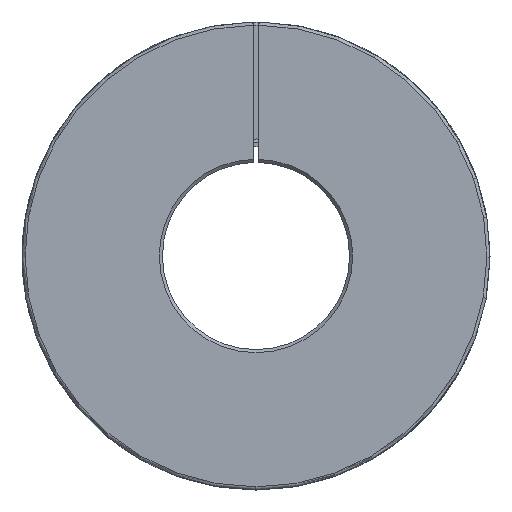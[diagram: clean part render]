
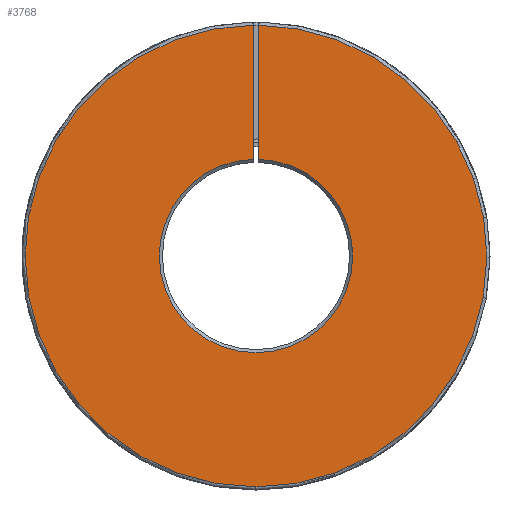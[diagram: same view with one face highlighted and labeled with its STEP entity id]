
A CAD part, left-side view. The second image highlights one B-rep face of the part: STEP entity #3768.
In plain terms, the highlighted planar face has unit normal (-1, 0, 0).
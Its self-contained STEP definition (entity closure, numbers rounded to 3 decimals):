
#152 = VERTEX_POINT ( 'NONE', #4671 ) ;
#278 = DIRECTION ( 'NONE',  ( 1., 0., 0. ) ) ;
#440 = AXIS2_PLACEMENT_3D ( 'NONE', #2597, #2149, #4926 ) ;
#475 = CARTESIAN_POINT ( 'NONE',  ( 0., 0., 0. ) ) ;
#509 = DIRECTION ( 'NONE',  ( -1., 0., 0. ) ) ;
#582 = CARTESIAN_POINT ( 'NONE',  ( 0., 0.15, 14.799 ) ) ;
#644 = DIRECTION ( 'NONE',  ( -1., 0., 0. ) ) ;
#739 = ORIENTED_EDGE ( 'NONE', *, *, #4828, .F. ) ;
#746 = VECTOR ( 'NONE', #2813, 1000. ) ;
#944 = ORIENTED_EDGE ( 'NONE', *, *, #1042, .T. ) ;
#1042 = EDGE_CURVE ( 'NONE', #3153, #1450, #2418, .T. ) ;
#1303 = AXIS2_PLACEMENT_3D ( 'NONE', #5857, #278, #5417 ) ;
#1450 = VERTEX_POINT ( 'NONE', #1574 ) ;
#1572 = DIRECTION ( 'NONE',  ( 1., 0., 0. ) ) ;
#1574 = CARTESIAN_POINT ( 'NONE',  ( 0., -0.15, 14.796 ) ) ;
#1898 = EDGE_LOOP ( 'NONE', ( #3993, #5750, #739, #3607, #3027, #4468, #944 ) ) ;
#1982 = CARTESIAN_POINT ( 'NONE',  ( 0., -0.15, 0. ) ) ;
#1998 = CARTESIAN_POINT ( 'NONE',  ( 0., -0.15, 6.198 ) ) ;
#2037 = CARTESIAN_POINT ( 'NONE',  ( 0., -0.35, 14.796 ) ) ;
#2149 = DIRECTION ( 'NONE',  ( -1., 0., 0. ) ) ;
#2190 = CARTESIAN_POINT ( 'NONE',  ( 0., -0.15, 14.799 ) ) ;
#2200 = CARTESIAN_POINT ( 'NONE',  ( 0., 0.15, 14.796 ) ) ;
#2395 = DIRECTION ( 'NONE',  ( 0., 0., -1. ) ) ;
#2418 = CIRCLE ( 'NONE', #5149, 0.2 ) ;
#2505 = FACE_OUTER_BOUND ( 'NONE', #1898, .T. ) ;
#2540 = DIRECTION ( 'NONE',  ( 0., 0., -1. ) ) ;
#2597 = CARTESIAN_POINT ( 'NONE',  ( 0., 0., 0. ) ) ;
#2631 = AXIS2_PLACEMENT_3D ( 'NONE', #475, #509, #2805 ) ;
#2805 = DIRECTION ( 'NONE',  ( 0., 0., -1. ) ) ;
#2813 = DIRECTION ( 'NONE',  ( 0., 0., -1. ) ) ;
#2878 = EDGE_CURVE ( 'NONE', #5771, #1450, #5182, .T. ) ;
#2956 = CARTESIAN_POINT ( 'NONE',  ( 0., 0., 0. ) ) ;
#3027 = ORIENTED_EDGE ( 'NONE', *, *, #5110, .T. ) ;
#3115 = CIRCLE ( 'NONE', #1303, 6.2 ) ;
#3153 = VERTEX_POINT ( 'NONE', #2190 ) ;
#3216 = CIRCLE ( 'NONE', #3597, 0.2 ) ;
#3304 = CIRCLE ( 'NONE', #2631, 14.8 ) ;
#3391 = DIRECTION ( 'NONE',  ( 0., 0., 1. ) ) ;
#3449 = VERTEX_POINT ( 'NONE', #5217 ) ;
#3597 = AXIS2_PLACEMENT_3D ( 'NONE', #5177, #4299, #2395 ) ;
#3607 = ORIENTED_EDGE ( 'NONE', *, *, #5484, .T. ) ;
#3729 = CARTESIAN_POINT ( 'NONE',  ( 0., 0.15, 0. ) ) ;
#3768 = ADVANCED_FACE ( 'NONE', ( #2505 ), #5863, .F. ) ;
#3926 = DIRECTION ( 'NONE',  ( 0., 0., -1. ) ) ;
#3993 = ORIENTED_EDGE ( 'NONE', *, *, #2878, .F. ) ;
#4030 = EDGE_CURVE ( 'NONE', #152, #3153, #3304, .T. ) ;
#4299 = DIRECTION ( 'NONE',  ( -1., 0., 0. ) ) ;
#4405 = AXIS2_PLACEMENT_3D ( 'NONE', #2956, #1572, #2540 ) ;
#4468 = ORIENTED_EDGE ( 'NONE', *, *, #4030, .T. ) ;
#4503 = CIRCLE ( 'NONE', #440, 14.8 ) ;
#4671 = CARTESIAN_POINT ( 'NONE',  ( 0., 0., -14.8 ) ) ;
#4753 = LINE ( 'NONE', #3729, #746 ) ;
#4828 = EDGE_CURVE ( 'NONE', #5659, #3449, #4753, .T. ) ;
#4926 = DIRECTION ( 'NONE',  ( 0., 0., -1. ) ) ;
#5110 = EDGE_CURVE ( 'NONE', #5545, #152, #4503, .T. ) ;
#5149 = AXIS2_PLACEMENT_3D ( 'NONE', #2037, #644, #3926 ) ;
#5177 = CARTESIAN_POINT ( 'NONE',  ( 0., 0.35, 14.796 ) ) ;
#5182 = LINE ( 'NONE', #1982, #5931 ) ;
#5217 = CARTESIAN_POINT ( 'NONE',  ( 0., 0.15, 6.198 ) ) ;
#5417 = DIRECTION ( 'NONE',  ( 0., 0., -1. ) ) ;
#5484 = EDGE_CURVE ( 'NONE', #5659, #5545, #3216, .T. ) ;
#5545 = VERTEX_POINT ( 'NONE', #582 ) ;
#5659 = VERTEX_POINT ( 'NONE', #2200 ) ;
#5750 = ORIENTED_EDGE ( 'NONE', *, *, #5929, .T. ) ;
#5771 = VERTEX_POINT ( 'NONE', #1998 ) ;
#5857 = CARTESIAN_POINT ( 'NONE',  ( 0., 0., 0. ) ) ;
#5863 = PLANE ( 'NONE',  #4405 ) ;
#5929 = EDGE_CURVE ( 'NONE', #5771, #3449, #3115, .T. ) ;
#5931 = VECTOR ( 'NONE', #3391, 1000. ) ;
